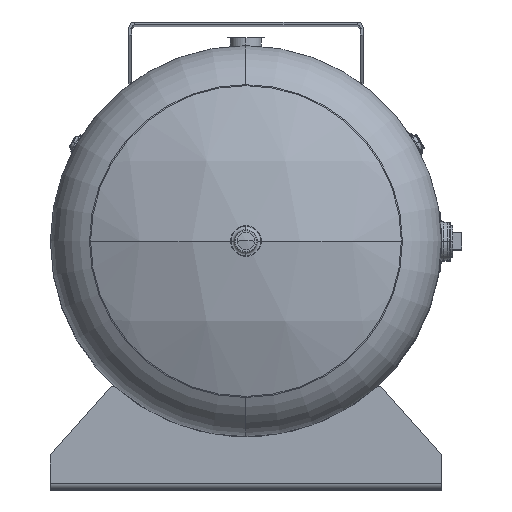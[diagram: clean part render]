
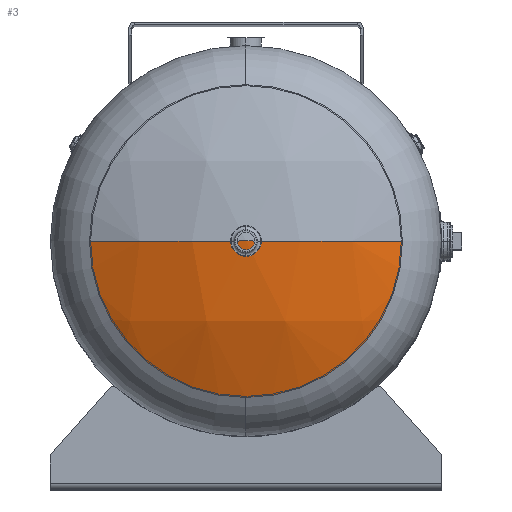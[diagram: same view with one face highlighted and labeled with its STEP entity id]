
A CAD part, top view. The second image highlights one B-rep face of the part: STEP entity #3.
In plain terms, the highlighted spherical face has radius 685.8 mm.
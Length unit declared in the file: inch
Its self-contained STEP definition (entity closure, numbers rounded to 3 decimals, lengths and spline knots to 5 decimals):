
#3 = ADVANCED_FACE ( 'NONE', ( #3295 ), #3289, .T. ) ;
#93 = CARTESIAN_POINT ( 'NONE',  ( 0., 0., 9. ) ) ;
#97 = DIRECTION ( 'NONE',  ( 0., -1., 0. ) ) ;
#102 = DIRECTION ( 'NONE',  ( 1., 0., 0. ) ) ;
#432 = ORIENTED_EDGE ( 'NONE', *, *, #2977, .T. ) ;
#433 = ORIENTED_EDGE ( 'NONE', *, *, #2979, .F. ) ;
#434 = ORIENTED_EDGE ( 'NONE', *, *, #2980, .F. ) ;
#1952 = EDGE_LOOP ( 'NONE', ( #11056, #432, #433, #434 ) ) ;
#2977 = EDGE_CURVE ( 'NONE', #3042, #3055, #10960, .T. ) ;
#2978 = EDGE_CURVE ( 'NONE', #3042, #3053, #10956, .T. ) ;
#2979 = EDGE_CURVE ( 'NONE', #3054, #3055, #10961, .T. ) ;
#2980 = EDGE_CURVE ( 'NONE', #3053, #3054, #10962, .T. ) ;
#3042 = VERTEX_POINT ( 'NONE', #11125 ) ;
#3053 = VERTEX_POINT ( 'NONE', #11136 ) ;
#3054 = VERTEX_POINT ( 'NONE', #11137 ) ;
#3055 = VERTEX_POINT ( 'NONE', #11138 ) ;
#3289 = SPHERICAL_SURFACE ( 'NONE', #3446, 27. ) ;
#3295 = FACE_OUTER_BOUND ( 'NONE', #1952, .T. ) ;
#3446 = AXIS2_PLACEMENT_3D ( 'NONE', #93, #97, #102 ) ;
#7992 = AXIS2_PLACEMENT_3D ( 'NONE', #10826, #10827, #10828 ) ;
#7993 = AXIS2_PLACEMENT_3D ( 'NONE', #10829, #10830, #10831 ) ;
#7994 = AXIS2_PLACEMENT_3D ( 'NONE', #10832, #10833, #10834 ) ;
#7995 = AXIS2_PLACEMENT_3D ( 'NONE', #10835, #10836, #10837 ) ;
#10826 = CARTESIAN_POINT ( 'NONE',  ( 0., 0., 9. ) ) ;
#10827 = DIRECTION ( 'NONE',  ( 0., -1., 0. ) ) ;
#10828 = DIRECTION ( 'NONE',  ( 1., 0., 0. ) ) ;
#10829 = CARTESIAN_POINT ( 'NONE',  ( 0., 0., 9. ) ) ;
#10830 = DIRECTION ( 'NONE',  ( 0., 1., 0. ) ) ;
#10831 = DIRECTION ( 'NONE',  ( 0., 0., 1. ) ) ;
#10832 = CARTESIAN_POINT ( 'NONE',  ( 0., 0., 33.18677 ) ) ;
#10833 = DIRECTION ( 'NONE',  ( 0., 0., -1. ) ) ;
#10834 = DIRECTION ( 'NONE',  ( 0., 1., 0. ) ) ;
#10835 = CARTESIAN_POINT ( 'NONE',  ( 0., 0., 33.18677 ) ) ;
#10836 = DIRECTION ( 'NONE',  ( 0., 0., -1. ) ) ;
#10837 = DIRECTION ( 'NONE',  ( 0., 1., 0. ) ) ;
#10956 = CIRCLE ( 'NONE', #7993, 27. ) ;
#10960 = CIRCLE ( 'NONE', #7992, 27. ) ;
#10961 = CIRCLE ( 'NONE', #7994, 12. ) ;
#10962 = CIRCLE ( 'NONE', #7995, 12. ) ;
#11056 = ORIENTED_EDGE ( 'NONE', *, *, #2978, .F. ) ;
#11125 = CARTESIAN_POINT ( 'NONE',  ( 0., 0., 36. ) ) ;
#11136 = CARTESIAN_POINT ( 'NONE',  ( 12., 0., 33.18677 ) ) ;
#11137 = CARTESIAN_POINT ( 'NONE',  ( 0., -12., 33.18677 ) ) ;
#11138 = CARTESIAN_POINT ( 'NONE',  ( -12., 0., 33.18677 ) ) ;
